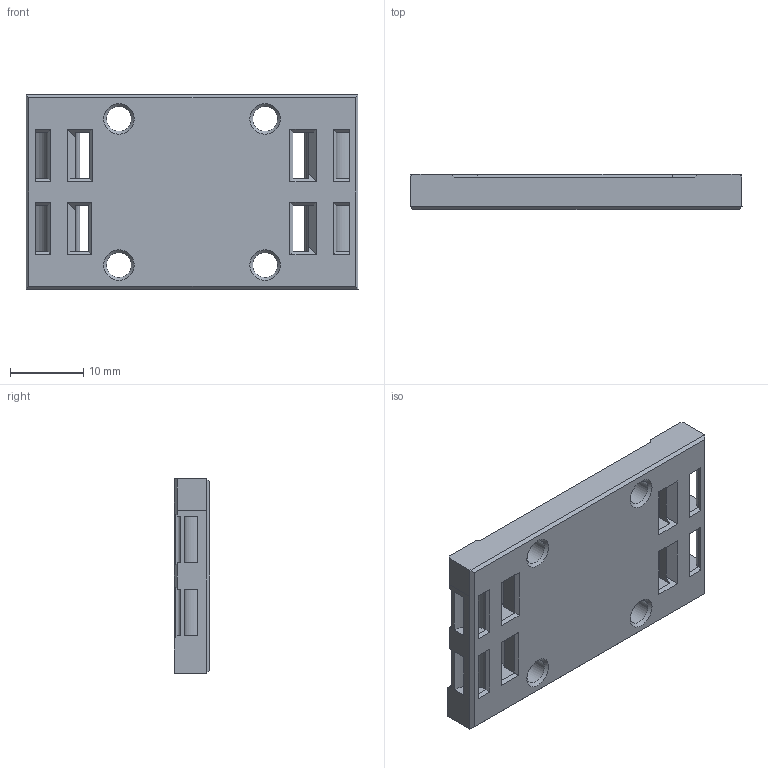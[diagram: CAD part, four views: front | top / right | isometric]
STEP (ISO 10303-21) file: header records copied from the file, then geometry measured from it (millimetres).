
FILE_DESCRIPTION(/* description */ (''),/* implementation_level */ '2;1');
FILE_NAME(/* name */ 'Shutlle_Keeper.step',/* time_stamp */ '2023-09-26T08:48:25-04:00',/* author */ (''),/* organization */ (''),/* preprocessor_version */ 'ST-DEVELOPER v20',/* originating_system */ 'Autodesk Translation Framework v12.9.0.99',/* authorisation */ '');
FILE_SCHEMA (('AUTOMOTIVE_DESIGN { 1 0 10303 214 3 1 1 }'));
Length unit declared in the file: millimetre
Products named in the file (4): Shutlle_Keeper; X_Carriage; X Carriage Center v1; Center optical v1
Assembly tree (3 placements, depth 4):
  Shutlle_Keeper
    X_Carriage
      X Carriage Center v1
        Center optical v1
Bounding box: 45.4 x 4.8 x 26.6 mm (x, y, z)
Volume: 4869.2 mm3; surface area: 3969.4 mm2
Topology: 1 solids, 39 shells, 523 faces, 1293 edges, 850 vertices
Faces by surface type: plane 423, cylinder 88, bspline 8, cone 4
Full cylindrical faces by diameter (mm): 3.4 x4
Entity records: 15644 total; most frequent: CARTESIAN_POINT 2933, ORIENTED_EDGE 2586, DIRECTION 2575, EDGE_CURVE 1293, LINE 1039, VECTOR 1039, VERTEX_POINT 850, AXIS2_PLACEMENT_3D 768
